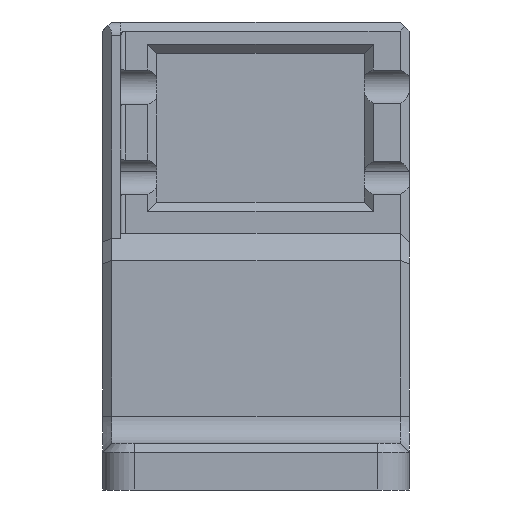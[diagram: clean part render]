
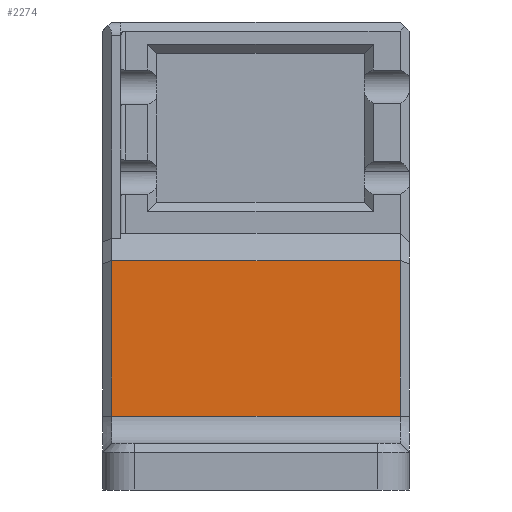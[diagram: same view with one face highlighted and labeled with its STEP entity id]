
A CAD part, left-side view. The second image highlights one B-rep face of the part: STEP entity #2274.
In plain terms, the highlighted planar face has unit normal (-1, 0, 0).
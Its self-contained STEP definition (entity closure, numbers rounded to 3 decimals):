
#8 = EDGE_LOOP ( 'NONE', ( #3987, #1465, #12, #1422 ) ) ;
#12 = ORIENTED_EDGE ( 'NONE', *, *, #3882, .T. ) ;
#102 = EDGE_CURVE ( 'NONE', #1685, #1443, #448, .T. ) ;
#273 = DIRECTION ( 'NONE',  ( 0., 0., 1. ) ) ;
#345 = CARTESIAN_POINT ( 'NONE',  ( 416.443, -1., 21.843 ) ) ;
#363 = PLANE ( 'NONE',  #2819 ) ;
#448 = LINE ( 'NONE', #508, #1570 ) ;
#508 = CARTESIAN_POINT ( 'NONE',  ( 416.443, 33., 30.486 ) ) ;
#865 = CARTESIAN_POINT ( 'NONE',  ( 416.443, 33., 13.2 ) ) ;
#1011 = LINE ( 'NONE', #1636, #1962 ) ;
#1263 = FACE_OUTER_BOUND ( 'NONE', #8, .T. ) ;
#1283 = VERTEX_POINT ( 'NONE', #3262 ) ;
#1348 = DIRECTION ( 'NONE',  ( 0., -1., 0. ) ) ;
#1422 = ORIENTED_EDGE ( 'NONE', *, *, #2845, .T. ) ;
#1443 = VERTEX_POINT ( 'NONE', #865 ) ;
#1465 = ORIENTED_EDGE ( 'NONE', *, *, #102, .T. ) ;
#1533 = CARTESIAN_POINT ( 'NONE',  ( 416.443, 1., 30.486 ) ) ;
#1570 = VECTOR ( 'NONE', #2287, 1000. ) ;
#1604 = DIRECTION ( 'NONE',  ( -1., 0., 0. ) ) ;
#1636 = CARTESIAN_POINT ( 'NONE',  ( 416.443, 33., 13.2 ) ) ;
#1685 = VERTEX_POINT ( 'NONE', #1687 ) ;
#1687 = CARTESIAN_POINT ( 'NONE',  ( 416.443, 33., 30.486 ) ) ;
#1767 = EDGE_CURVE ( 'NONE', #3354, #1685, #3951, .T. ) ;
#1775 = LINE ( 'NONE', #2769, #3652 ) ;
#1959 = DIRECTION ( 'NONE',  ( 0., 0., 1. ) ) ;
#1962 = VECTOR ( 'NONE', #1348, 1000. ) ;
#2274 = ADVANCED_FACE ( 'NONE', ( #1263 ), #363, .T. ) ;
#2287 = DIRECTION ( 'NONE',  ( 0., 0., -1. ) ) ;
#2661 = VECTOR ( 'NONE', #2785, 1000. ) ;
#2769 = CARTESIAN_POINT ( 'NONE',  ( 416.443, 1., 13.2 ) ) ;
#2785 = DIRECTION ( 'NONE',  ( 0., 1., 0. ) ) ;
#2819 = AXIS2_PLACEMENT_3D ( 'NONE', #345, #1604, #1959 ) ;
#2845 = EDGE_CURVE ( 'NONE', #1283, #3354, #1775, .T. ) ;
#3262 = CARTESIAN_POINT ( 'NONE',  ( 416.443, 1., 13.2 ) ) ;
#3354 = VERTEX_POINT ( 'NONE', #3381 ) ;
#3381 = CARTESIAN_POINT ( 'NONE',  ( 416.443, 1., 30.486 ) ) ;
#3652 = VECTOR ( 'NONE', #273, 1000. ) ;
#3882 = EDGE_CURVE ( 'NONE', #1443, #1283, #1011, .T. ) ;
#3951 = LINE ( 'NONE', #1533, #2661 ) ;
#3987 = ORIENTED_EDGE ( 'NONE', *, *, #1767, .T. ) ;
